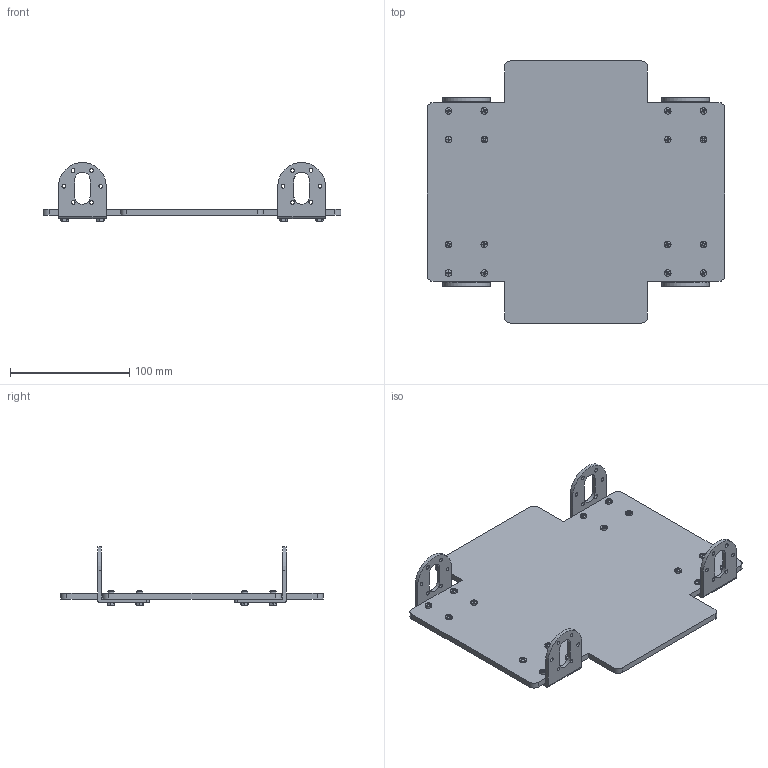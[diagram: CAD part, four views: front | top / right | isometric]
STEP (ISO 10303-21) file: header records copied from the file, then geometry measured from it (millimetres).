
FILE_DESCRIPTION (( 'STEP AP203' ), '1' );
FILE_NAME ('Ð¡³µ°ë³ÉÆ·.STEP', '2021-05-25T17:47:52', ( '' ), ( '' ), 'SwSTEP 2.0', 'SolidWorks 2020', '' );
FILE_SCHEMA (( 'CONFIG_CONTROL_DESIGN' ));
Length unit declared in the file: millimetre
Products named in the file (5): 苤陬圉傖こ; 萇儂假蚾盓殤; 菁攫; cross recessed small pan head screws gb_GB_CROSS_SCREWS_TYPE3 M3X10-10-N; hex nuts, style 1-grades ab gb_GB_FASTENER_NUT_SNAB1 M3-N
Assembly tree (37 placements, depth 2):
  苤陬圉傖こ
    菁攫
    萇儂假蚾盓殤  x4
    cross recessed small pan head screws gb_GB_CROSS_SCREWS_TYPE3 M3X10-10-N  x16
    hex nuts, style 1-grades ab gb_GB_FASTENER_NUT_SNAB1 M3-N  x16
Bounding box: 250 x 220 x 49.51 mm (x, y, z)
Volume: 266042 mm3; surface area: 129368.8 mm2
Topology: 37 solids, 37 shells, 882 faces, 2248 edges, 1456 vertices
Faces by surface type: plane 418, cylinder 304, cone 128, sphere 32
Entity records: 6026 total; most frequent: CARTESIAN_POINT 883, DIRECTION 863, ORIENTED_EDGE 722, EDGE_CURVE 361, AXIS2_PLACEMENT_3D 346, VERTEX_POINT 238, EDGE_LOOP 189, CIRCLE 174
